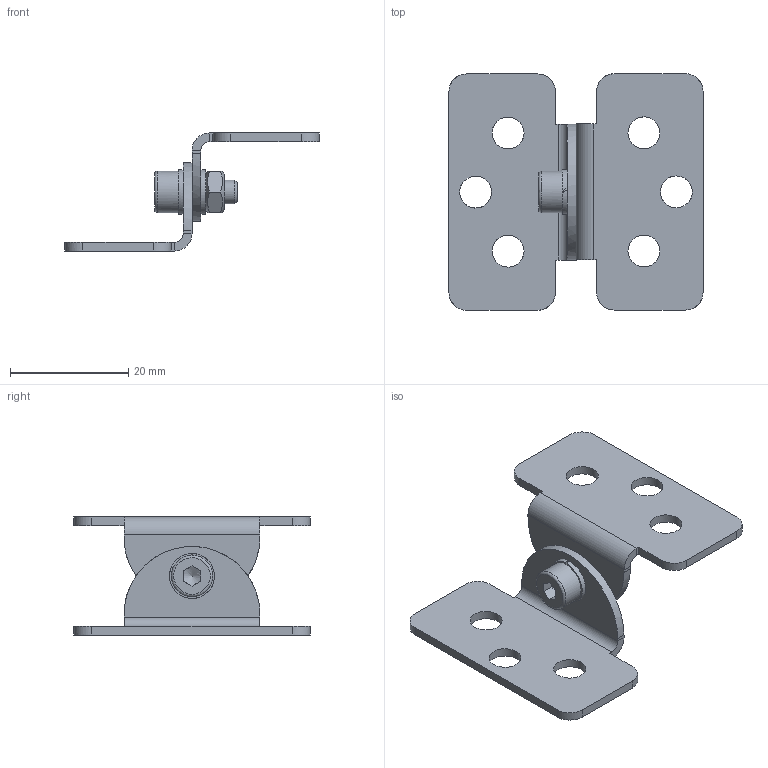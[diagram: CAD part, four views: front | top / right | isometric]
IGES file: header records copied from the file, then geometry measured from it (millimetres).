
Global section: file name: MB-N-Winkel S Form; native system: Autodesk Inventor 2015; preprocessor: unknown; author: lsa; date: 20151104.073937; units: millimetre
Bounding box: 43 x 40 x 20 mm (x, y, z)
Volume: 3219.6 mm3; surface area: 4520.6 mm2
Topology: 1 solids, 1 shells, 91 faces, 246 edges, 160 vertices
Faces by surface type: bspline 91
